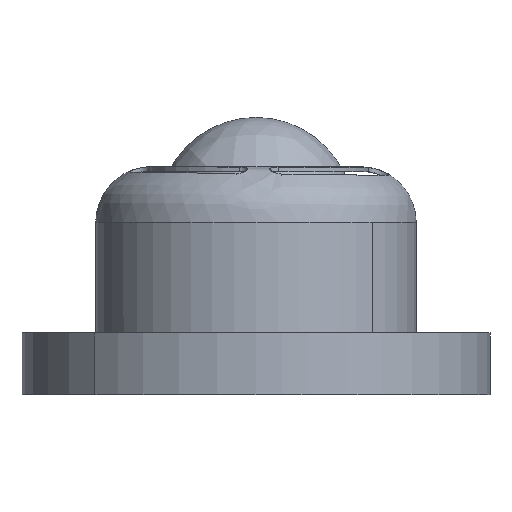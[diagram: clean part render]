
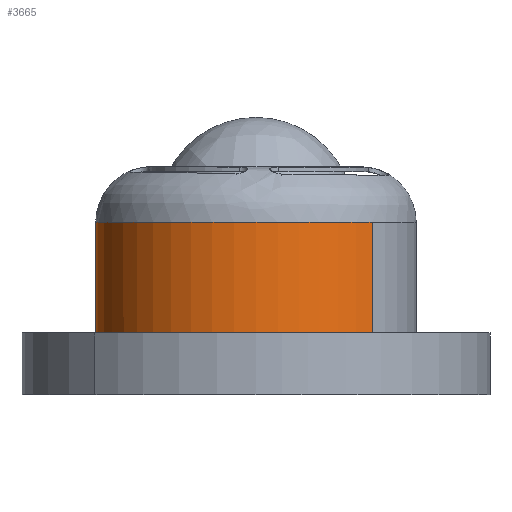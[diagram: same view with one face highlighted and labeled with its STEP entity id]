
A CAD part, front view. The second image highlights one B-rep face of the part: STEP entity #3665.
In plain terms, the highlighted free-form (B-spline) face has degree [2, 1] with [5, 2] control points.
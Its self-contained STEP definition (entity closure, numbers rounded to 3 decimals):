
#2347=CARTESIAN_POINT('',(18.86,-17.897,10.0));
#2348=VERTEX_POINT('',#2347);
#2360=CARTESIAN_POINT('',(0.,-26.,10.0));
#2361=VERTEX_POINT('',#2360);
#2362=CARTESIAN_POINT('',(18.86,-17.897,10.0));
#2363=CARTESIAN_POINT('',(17.914,-18.894,10.0));
#2364=CARTESIAN_POINT('',(15.906,-20.7,10.));
#2365=CARTESIAN_POINT('',(12.441,-22.954,10.0));
#2366=CARTESIAN_POINT('',(9.066,-24.455,10.));
#2367=CARTESIAN_POINT('',(4.89,-25.666,10.));
#2368=CARTESIAN_POINT('',(1.978,-26.,10.));
#2369=CARTESIAN_POINT('',(0.,-26.,10.0));
#2370=B_SPLINE_CURVE_WITH_KNOTS('',3,(#2362,#2363,#2364,#2365,#2366,#2367,#2368,#2369),.UNSPECIFIED.,.F.,.U.,(4,1,1,1,1,4),(0.,4.121,8.078,12.364,15.166,21.101),.UNSPECIFIED.);
#2371=EDGE_CURVE('',#2348,#2361,#2370,.T.);
#2373=CARTESIAN_POINT('',(-26.0,0.0,10.0));
#2374=VERTEX_POINT('',#2373);
#2375=CARTESIAN_POINT('',(0.,-26.,10.0));
#2376=CARTESIAN_POINT('',(-1.542,-26.,10.));
#2377=CARTESIAN_POINT('',(-4.52,-25.734,10.));
#2378=CARTESIAN_POINT('',(-8.542,-24.661,10.));
#2379=CARTESIAN_POINT('',(-11.717,-23.277,10.));
#2380=CARTESIAN_POINT('',(-14.339,-21.748,10.));
#2381=CARTESIAN_POINT('',(-16.784,-19.947,10.));
#2382=CARTESIAN_POINT('',(-19.216,-17.632,10.));
#2383=CARTESIAN_POINT('',(-21.214,-15.135,10.));
#2384=CARTESIAN_POINT('',(-22.878,-12.471,10.));
#2385=CARTESIAN_POINT('',(-24.208,-9.681,10.));
#2386=CARTESIAN_POINT('',(-25.169,-6.743,10.));
#2387=CARTESIAN_POINT('',(-25.832,-3.51,10.));
#2388=CARTESIAN_POINT('',(-26.,-1.329,10.));
#2389=CARTESIAN_POINT('',(-26.0,0.0,10.0));
#2390=B_SPLINE_CURVE_WITH_KNOTS('',3,(#2375,#2376,#2377,#2378,#2379,#2380,#2381,#2382,#2383,#2384,#2385,#2386,#2387,#2388,#2389),.UNSPECIFIED.,.F.,.U.,(4,1,1,1,1,1,1,1,1,1,1,1,4),(0.,4.626,8.934,12.444,14.996,18.027,21.537,25.047,27.599,30.95,34.3,36.852,40.841),.UNSPECIFIED.);
#2391=EDGE_CURVE('',#2361,#2374,#2390,.T.);
#2393=CARTESIAN_POINT('',(-18.86,17.897,10.0));
#2394=VERTEX_POINT('',#2393);
#2395=CARTESIAN_POINT('',(-26.0,0.0,10.0));
#2396=CARTESIAN_POINT('',(-26.,1.696,10.0));
#2397=CARTESIAN_POINT('',(-25.722,4.524,10.));
#2398=CARTESIAN_POINT('',(-24.832,7.858,10.));
#2399=CARTESIAN_POINT('',(-23.848,10.456,10.));
#2400=CARTESIAN_POINT('',(-22.713,12.767,10.0));
#2401=CARTESIAN_POINT('',(-21.02,15.412,10.));
#2402=CARTESIAN_POINT('',(-19.674,17.04,10.));
#2403=CARTESIAN_POINT('',(-18.86,17.897,10.0));
#2404=B_SPLINE_CURVE_WITH_KNOTS('',3,(#2395,#2396,#2397,#2398,#2399,#2400,#2401,#2402,#2403),.UNSPECIFIED.,.F.,.U.,(4,1,1,1,1,1,4),(0.,5.089,8.482,10.332,13.417,16.193,19.74),.UNSPECIFIED.);
#2405=EDGE_CURVE('',#2374,#2394,#2404,.T.);
#3530=CARTESIAN_POINT('',(-18.86,17.897,28.));
#3531=VERTEX_POINT('',#3530);
#3565=CARTESIAN_POINT('',(18.86,-17.897,28.));
#3566=VERTEX_POINT('',#3565);
#3578=CARTESIAN_POINT('',(18.86,-17.897,28.));
#3579=CARTESIAN_POINT('',(18.86,-17.897,10.0));
#3580=QUASI_UNIFORM_CURVE('',1,(#3578,#3579),.UNSPECIFIED.,.F.,.U.);
#3581=EDGE_CURVE('',#3566,#2348,#3580,.T.);
#3586=CARTESIAN_POINT('',(-18.86,17.897,28.));
#3587=CARTESIAN_POINT('',(-18.86,17.897,10.0));
#3588=QUASI_UNIFORM_CURVE('',1,(#3586,#3587),.UNSPECIFIED.,.F.,.U.);
#3589=EDGE_CURVE('',#3531,#2394,#3588,.T.);
#3594=CARTESIAN_POINT('',(18.86,-17.897,28.45));
#3595=CARTESIAN_POINT('',(0.963,-36.757,28.45));
#3596=CARTESIAN_POINT('',(-17.897,-18.86,28.45));
#3597=CARTESIAN_POINT('',(-36.757,-0.963,28.45));
#3598=CARTESIAN_POINT('',(-18.86,17.897,28.45));
#3599=CARTESIAN_POINT('',(18.86,-17.897,9.539));
#3600=CARTESIAN_POINT('',(0.963,-36.757,9.539));
#3601=CARTESIAN_POINT('',(-17.897,-18.86,9.539));
#3602=CARTESIAN_POINT('',(-36.757,-0.963,9.539));
#3603=CARTESIAN_POINT('',(-18.86,17.897,9.539));
#3611=(BOUNDED_SURFACE()B_SPLINE_SURFACE(2,1,((#3594,#3599),(#3595,#3600),(#3596,#3601),(#3597,#3602),(#3598,#3603)),.UNSPECIFIED.,.F.,.F.,.U.)B_SPLINE_SURFACE_WITH_KNOTS((3,2,3),(2,2),(0.0,43.078,86.156),(0.0,18.911),.UNSPECIFIED.)GEOMETRIC_REPRESENTATION_ITEM()RATIONAL_B_SPLINE_SURFACE(((1.0,1.0),(0.707,0.707),(1.0,1.0),(0.707,0.707),(1.0,1.0)))REPRESENTATION_ITEM('')SURFACE());
#3612=CARTESIAN_POINT('',(-26.,0.,28.));
#3613=VERTEX_POINT('',#3612);
#3614=CARTESIAN_POINT('',(-26.,0.,28.));
#3615=CARTESIAN_POINT('',(-26.,1.851,28.));
#3616=CARTESIAN_POINT('',(-25.653,5.089,28.));
#3617=CARTESIAN_POINT('',(-24.459,9.038,28.));
#3618=CARTESIAN_POINT('',(-22.934,12.416,28.));
#3619=CARTESIAN_POINT('',(-21.16,15.261,28.));
#3620=CARTESIAN_POINT('',(-19.567,17.151,28.));
#3621=CARTESIAN_POINT('',(-18.86,17.897,28.));
#3622=B_SPLINE_CURVE_WITH_KNOTS('',3,(#3614,#3615,#3616,#3617,#3618,#3619,#3620,#3621),.UNSPECIFIED.,.F.,.U.,(4,1,1,1,1,4),(0.,5.552,9.716,12.337,16.655,19.74),.UNSPECIFIED.);
#3623=EDGE_CURVE('',#3613,#3531,#3622,.T.);
#3624=ORIENTED_EDGE('',*,*,#3623,.T.);
#3625=ORIENTED_EDGE('',*,*,#3589,.T.);
#3626=ORIENTED_EDGE('',*,*,#2405,.F.);
#3627=ORIENTED_EDGE('',*,*,#2391,.F.);
#3628=ORIENTED_EDGE('',*,*,#2371,.F.);
#3629=ORIENTED_EDGE('',*,*,#3581,.F.);
#3630=CARTESIAN_POINT('',(0.,-26.,28.));
#3631=VERTEX_POINT('',#3630);
#3632=CARTESIAN_POINT('',(18.86,-17.897,28.));
#3633=CARTESIAN_POINT('',(17.498,-19.333,28.));
#3634=CARTESIAN_POINT('',(15.251,-21.215,28.));
#3635=CARTESIAN_POINT('',(12.069,-23.077,28.));
#3636=CARTESIAN_POINT('',(9.42,-24.295,28.));
#3637=CARTESIAN_POINT('',(6.856,-25.136,28.));
#3638=CARTESIAN_POINT('',(3.572,-25.823,28.));
#3639=CARTESIAN_POINT('',(1.429,-26.,28.));
#3640=CARTESIAN_POINT('',(0.,-26.,28.));
#3641=B_SPLINE_CURVE_WITH_KNOTS('',3,(#3632,#3633,#3634,#3635,#3636,#3637,#3638,#3639,#3640),.UNSPECIFIED.,.F.,.U.,(4,1,1,1,1,1,4),(0.,5.935,8.737,11.045,14.672,16.815,21.101),.UNSPECIFIED.);
#3642=EDGE_CURVE('',#3566,#3631,#3641,.T.);
#3643=ORIENTED_EDGE('',*,*,#3642,.T.);
#3644=CARTESIAN_POINT('',(0.,-26.,28.));
#3645=CARTESIAN_POINT('',(-1.117,-26.,28.));
#3646=CARTESIAN_POINT('',(-3.191,-25.866,28.));
#3647=CARTESIAN_POINT('',(-6.123,-25.32,28.));
#3648=CARTESIAN_POINT('',(-8.622,-24.57,28.));
#3649=CARTESIAN_POINT('',(-11.136,-23.547,28.));
#3650=CARTESIAN_POINT('',(-14.097,-21.965,28.));
#3651=CARTESIAN_POINT('',(-16.878,-19.889,28.));
#3652=CARTESIAN_POINT('',(-19.567,-17.233,28.));
#3653=CARTESIAN_POINT('',(-21.7,-14.499,28.));
#3654=CARTESIAN_POINT('',(-23.294,-11.665,28.));
#3655=CARTESIAN_POINT('',(-24.427,-9.023,28.));
#3656=CARTESIAN_POINT('',(-25.19,-6.639,28.));
#3657=CARTESIAN_POINT('',(-25.832,-3.51,28.));
#3658=CARTESIAN_POINT('',(-26.,-1.329,28.));
#3659=CARTESIAN_POINT('',(-26.,0.,28.));
#3660=B_SPLINE_CURVE_WITH_KNOTS('',3,(#3644,#3645,#3646,#3647,#3648,#3649,#3650,#3651,#3652,#3653,#3654,#3655,#3656,#3657,#3658,#3659),.UNSPECIFIED.,.F.,.U.,(4,1,1,1,1,1,1,1,1,1,1,1,1,4),(0.,3.35,6.222,8.934,11.167,14.358,18.985,21.537,25.685,29.354,31.269,34.3,36.852,40.841),.UNSPECIFIED.);
#3661=EDGE_CURVE('',#3631,#3613,#3660,.T.);
#3662=ORIENTED_EDGE('',*,*,#3661,.T.);
#3663=EDGE_LOOP('',(#3624,#3625,#3626,#3627,#3628,#3629,#3643,#3662));
#3664=FACE_OUTER_BOUND('',#3663,.T.);
#3665=ADVANCED_FACE('',(#3664),#3611,.T.);
